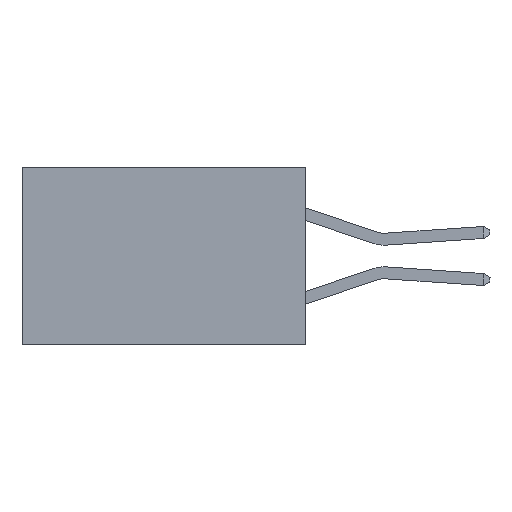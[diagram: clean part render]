
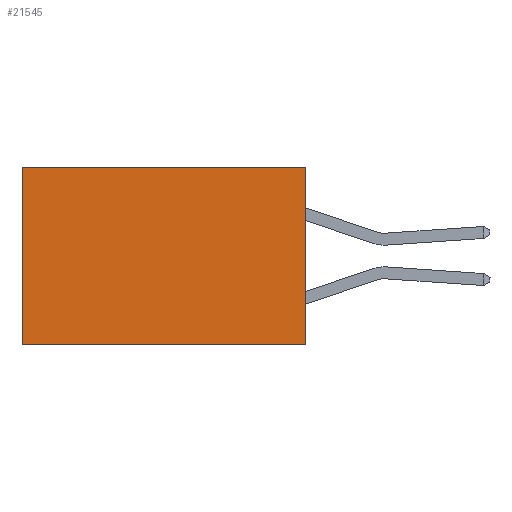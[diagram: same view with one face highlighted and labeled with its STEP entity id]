
A CAD part, left-side view. The second image highlights one B-rep face of the part: STEP entity #21545.
In plain terms, the highlighted planar face has unit normal (-1, 0, 0).
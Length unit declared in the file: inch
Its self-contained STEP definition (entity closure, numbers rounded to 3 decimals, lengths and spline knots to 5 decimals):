
#464 = DIRECTION ( 'NONE',  ( 0., 0., -1. ) ) ;
#519 = CARTESIAN_POINT ( 'NONE',  ( 0.277, 0., -0.37 ) ) ;
#746 = DIRECTION ( 'NONE',  ( 0., 0., -1. ) ) ;
#888 = CARTESIAN_POINT ( 'NONE',  ( 0.277, 0., -0.37 ) ) ;
#1371 = ORIENTED_EDGE ( 'NONE', *, *, #20728, .T. ) ;
#1460 = CARTESIAN_POINT ( 'NONE',  ( 0.277, 0., -0.37 ) ) ;
#1983 = LINE ( 'NONE', #8419, #10691 ) ;
#2263 = CARTESIAN_POINT ( 'NONE',  ( 0.277, 0., -0.37 ) ) ;
#2348 = VECTOR ( 'NONE', #13546, 39.37008 ) ;
#2382 = DIRECTION ( 'NONE',  ( 0., 0., -1. ) ) ;
#5366 = EDGE_CURVE ( 'NONE', #20699, #20697, #12849, .T. ) ;
#6497 = ORIENTED_EDGE ( 'NONE', *, *, #18202, .F. ) ;
#6960 = EDGE_CURVE ( 'NONE', #20699, #9858, #1983, .T. ) ;
#7815 = LINE ( 'NONE', #19253, #11207 ) ;
#8419 = CARTESIAN_POINT ( 'NONE',  ( 0.277, 0., 0. ) ) ;
#9858 = VERTEX_POINT ( 'NONE', #20137 ) ;
#10080 = DIRECTION ( 'NONE',  ( 0., 1., 0. ) ) ;
#10691 = VECTOR ( 'NONE', #10080, 39.37008 ) ;
#11207 = VECTOR ( 'NONE', #464, 39.37008 ) ;
#11442 = FACE_OUTER_BOUND ( 'NONE', #18030, .T. ) ;
#12633 = PLANE ( 'NONE',  #19824 ) ;
#12698 = DIRECTION ( 'NONE',  ( 1., 0., 0. ) ) ;
#12849 = LINE ( 'NONE', #888, #21132 ) ;
#13428 = VERTEX_POINT ( 'NONE', #13716 ) ;
#13546 = DIRECTION ( 'NONE',  ( 0., 1., 0. ) ) ;
#13716 = CARTESIAN_POINT ( 'NONE',  ( 0.277, 0.59, -0.37 ) ) ;
#14258 = CARTESIAN_POINT ( 'NONE',  ( 0.277, 0., 0. ) ) ;
#15470 = LINE ( 'NONE', #1460, #2348 ) ;
#17195 = ORIENTED_EDGE ( 'NONE', *, *, #5366, .F. ) ;
#18030 = EDGE_LOOP ( 'NONE', ( #1371, #6497, #17195, #21908 ) ) ;
#18202 = EDGE_CURVE ( 'NONE', #20697, #13428, #15470, .T. ) ;
#19253 = CARTESIAN_POINT ( 'NONE',  ( 0.277, 0.59, -0.37 ) ) ;
#19824 = AXIS2_PLACEMENT_3D ( 'NONE', #519, #12698, #2382 ) ;
#20137 = CARTESIAN_POINT ( 'NONE',  ( 0.277, 0.59, 0. ) ) ;
#20697 = VERTEX_POINT ( 'NONE', #2263 ) ;
#20699 = VERTEX_POINT ( 'NONE', #14258 ) ;
#20728 = EDGE_CURVE ( 'NONE', #9858, #13428, #7815, .T. ) ;
#21132 = VECTOR ( 'NONE', #746, 39.37008 ) ;
#21545 = ADVANCED_FACE ( 'NONE', ( #11442 ), #12633, .F. ) ;
#21908 = ORIENTED_EDGE ( 'NONE', *, *, #6960, .T. ) ;
